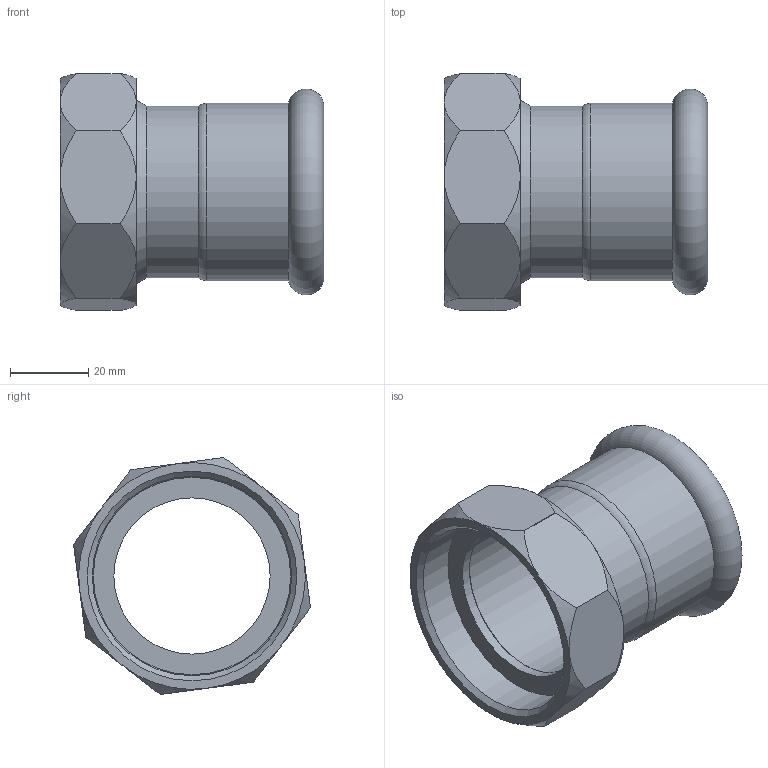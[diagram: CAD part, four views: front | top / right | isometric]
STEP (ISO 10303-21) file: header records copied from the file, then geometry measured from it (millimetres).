
FILE_DESCRIPTION(/* description */ ('MANICOTTO CON DADO 1 3/4" X De42'),/* implementation_level */ '2;1');
FILE_NAME(/* name */ '183042012_Inoxpres.stp',/* time_stamp */ '2022-10-11T11:43:24+02:00',/* author */ ('Vault'),/* organization */ ('Raccorderie metalliche s.p.a. '),/* preprocessor_version */ 'ST-DEVELOPER v18.1',/* originating_system */ 'Autodesk Inventor 2020',/* authorisation */ 'Raccorderie metalliche s.p.a. ');
FILE_SCHEMA (('AUTOMOTIVE_DESIGN { 1 0 10303 214 3 1 1 }'));
Length unit declared in the file: millimetre
Products named in the file (1): 183042012_Inoxpres
Bounding box: 67.5 x 60.64 x 60.64 mm (x, y, z)
Volume: 34101.6 mm3; surface area: 25998 mm2
Topology: 1 solids, 1 shells, 66 faces, 174 edges, 115 vertices
Faces by surface type: cone 24, cylinder 20, plane 15, torus 7
Full cylindrical faces by diameter (mm): 40 x1, 41 x1, 42.4 x1, 42.7 x2, 44 x1, 45.4 x1, 47 x1, 47.7 x1, 50.5 x2, 51 x1
Entity records: 2113 total; most frequent: CARTESIAN_POINT 420, DIRECTION 382, ORIENTED_EDGE 348, EDGE_CURVE 174, AXIS2_PLACEMENT_3D 173, VERTEX_POINT 115, CIRCLE 106, EDGE_LOOP 73
